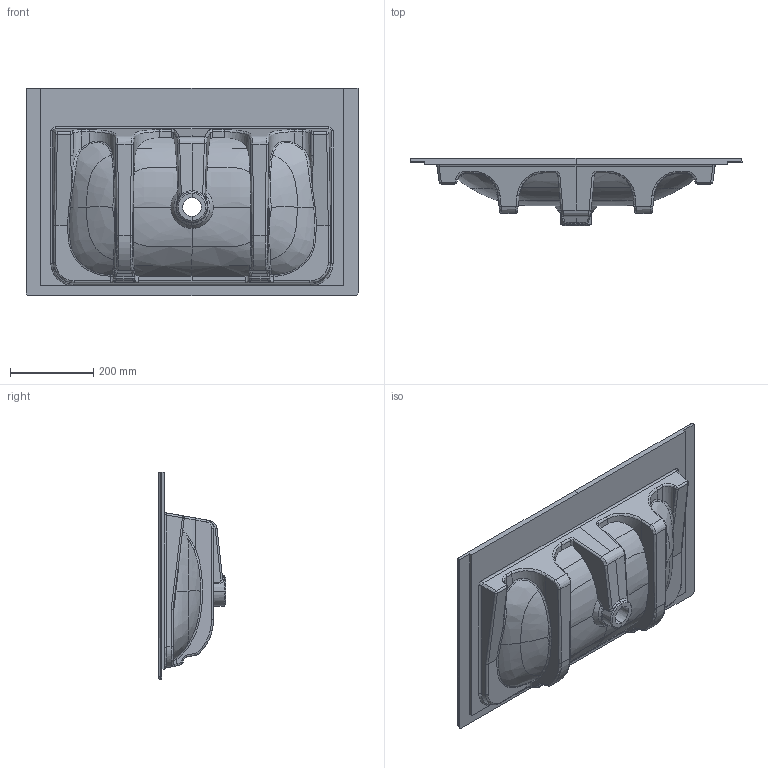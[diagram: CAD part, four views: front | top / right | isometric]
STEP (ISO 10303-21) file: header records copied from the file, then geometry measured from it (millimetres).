
FILE_DESCRIPTION(/* description */ (''),/* implementation_level */ '2;1');
FILE_NAME(/* name */ '416480_Finion_SWT.stp',/* time_stamp */ '2018-09-27T09:56:19+02:00',/* author */ (''),/* organization */ (''),/* preprocessor_version */ 'ST-DEVELOPER v16',/* originating_system */ 'SIEMENS PLM Software NX 10.0',/* authorisation */ '');
FILE_SCHEMA (('AUTOMOTIVE_DESIGN { 1 0 10303 214 3 1 1 1 }'));
Length unit declared in the file: millimetre
Products named in the file (1): Conz1D508150pdx1
Bounding box: 799.79 x 161.5 x 500.13 mm (x, y, z)
Volume: 9320252 mm3; surface area: 1047163.8 mm2
Topology: 1 solids, 1 shells, 292 faces, 706 edges, 404 vertices
Faces by surface type: bspline 169, cylinder 62, plane 45, sphere 12, extrusion 4
Full cylindrical faces by diameter (mm): 25 x1
Entity records: 30635 total; most frequent: CARTESIAN_POINT 25304, ORIENTED_EDGE 1384, DIRECTION 715, EDGE_CURVE 692, VERTEX_POINT 403, B_SPLINE_CURVE_WITH_KNOTS 299, EDGE_LOOP 295, ADVANCED_FACE 292
